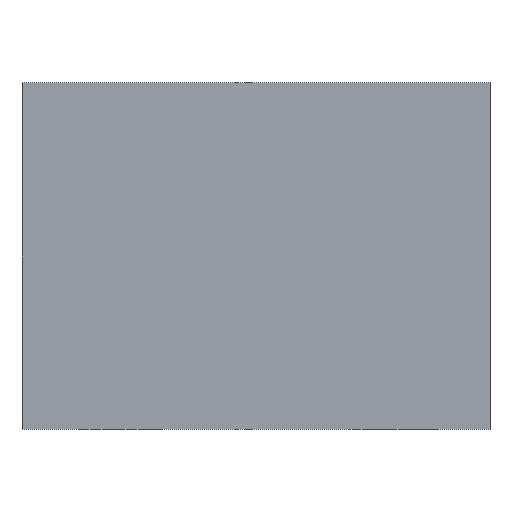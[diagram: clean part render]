
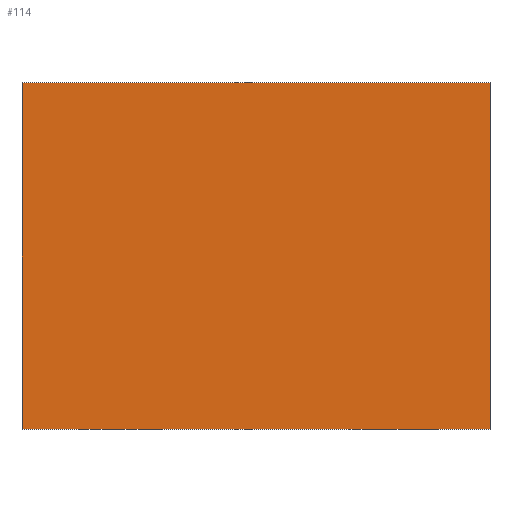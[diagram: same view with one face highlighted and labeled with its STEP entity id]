
A CAD part, front view. The second image highlights one B-rep face of the part: STEP entity #114.
In plain terms, the highlighted planar face has unit normal (0, -1, 0).
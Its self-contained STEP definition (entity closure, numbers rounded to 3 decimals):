
#2 = VERTEX_POINT ( 'NONE', #91 ) ;
#37 = DIRECTION ( 'NONE',  ( 0., 0., 1. ) ) ;
#91 = CARTESIAN_POINT ( 'NONE',  ( 67.5, -42.5, 63. ) ) ;
#99 = ORIENTED_EDGE ( 'NONE', *, *, #1010, .F. ) ;
#101 = VECTOR ( 'NONE', #220, 1000. ) ;
#114 = ADVANCED_FACE ( 'NONE', ( #639 ), #490, .F. ) ;
#138 = LINE ( 'NONE', #865, #684 ) ;
#197 = CARTESIAN_POINT ( 'NONE',  ( -17.5, -42.5, 63. ) ) ;
#202 = AXIS2_PLACEMENT_3D ( 'NONE', #836, #1091, #37 ) ;
#220 = DIRECTION ( 'NONE',  ( 0., 0., -1. ) ) ;
#288 = EDGE_CURVE ( 'NONE', #515, #413, #396, .T. ) ;
#390 = EDGE_LOOP ( 'NONE', ( #564, #99, #592, #546 ) ) ;
#391 = LINE ( 'NONE', #555, #461 ) ;
#396 = LINE ( 'NONE', #1123, #101 ) ;
#413 = VERTEX_POINT ( 'NONE', #1061 ) ;
#416 = EDGE_CURVE ( 'NONE', #1153, #413, #537, .T. ) ;
#461 = VECTOR ( 'NONE', #561, 1000. ) ;
#490 = PLANE ( 'NONE',  #202 ) ;
#515 = VERTEX_POINT ( 'NONE', #197 ) ;
#537 = LINE ( 'NONE', #619, #667 ) ;
#546 = ORIENTED_EDGE ( 'NONE', *, *, #288, .T. ) ;
#554 = EDGE_CURVE ( 'NONE', #2, #515, #391, .T. ) ;
#555 = CARTESIAN_POINT ( 'NONE',  ( 67.5, -42.5, 63. ) ) ;
#561 = DIRECTION ( 'NONE',  ( -1., 0., 0. ) ) ;
#564 = ORIENTED_EDGE ( 'NONE', *, *, #416, .F. ) ;
#592 = ORIENTED_EDGE ( 'NONE', *, *, #554, .T. ) ;
#604 = DIRECTION ( 'NONE',  ( -1., 0., 0. ) ) ;
#619 = CARTESIAN_POINT ( 'NONE',  ( 67.5, -42.5, 0. ) ) ;
#639 = FACE_OUTER_BOUND ( 'NONE', #390, .T. ) ;
#667 = VECTOR ( 'NONE', #604, 1000. ) ;
#684 = VECTOR ( 'NONE', #1024, 1000. ) ;
#763 = CARTESIAN_POINT ( 'NONE',  ( 67.5, -42.5, 0. ) ) ;
#836 = CARTESIAN_POINT ( 'NONE',  ( 67.5, -42.5, 63. ) ) ;
#865 = CARTESIAN_POINT ( 'NONE',  ( 67.5, -42.5, 63. ) ) ;
#1010 = EDGE_CURVE ( 'NONE', #2, #1153, #138, .T. ) ;
#1024 = DIRECTION ( 'NONE',  ( 0., 0., -1. ) ) ;
#1061 = CARTESIAN_POINT ( 'NONE',  ( -17.5, -42.5, 0. ) ) ;
#1091 = DIRECTION ( 'NONE',  ( 0., 1., 0. ) ) ;
#1123 = CARTESIAN_POINT ( 'NONE',  ( -17.5, -42.5, 63. ) ) ;
#1153 = VERTEX_POINT ( 'NONE', #763 ) ;
